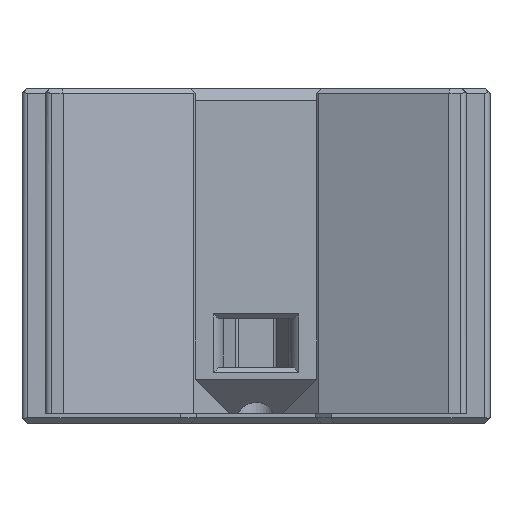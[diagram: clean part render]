
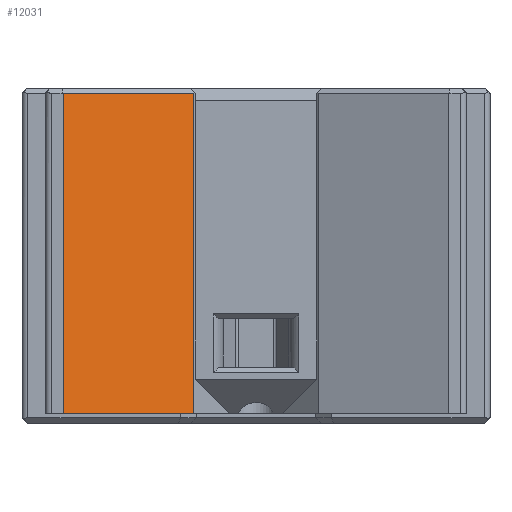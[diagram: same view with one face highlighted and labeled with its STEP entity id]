
A CAD part, left-side view. The second image highlights one B-rep face of the part: STEP entity #12031.
In plain terms, the highlighted planar face has unit normal (-0.927, -0.374, 0).
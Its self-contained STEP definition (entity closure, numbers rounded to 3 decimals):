
#7901 = PLANE('',#7902);
#7902 = AXIS2_PLACEMENT_3D('',#7903,#7904,#7905);
#7903 = CARTESIAN_POINT('',(9.818,46.952,
    70.254));
#7904 = DIRECTION('',(-0.656,-0.265,0.707));
#7905 = DIRECTION('',(0.733,0.,0.68));
#9440 = PLANE('',#9441);
#9441 = AXIS2_PLACEMENT_3D('',#9442,#9443,#9444);
#9442 = CARTESIAN_POINT('',(2.893,53.075,
    41.836));
#9443 = DIRECTION('',(0.707,0.707,0.));
#9444 = DIRECTION('',(0.707,-0.707,0.));
#9527 = VERTEX_POINT('',#9528);
#9528 = CARTESIAN_POINT('',(9.999,45.969,
    70.054));
#9552 = VERTEX_POINT('',#9553);
#9553 = CARTESIAN_POINT('',(5.5,57.111,
    70.054));
#9574 = EDGE_CURVE('',#9552,#9527,#9575,.T.);
#9575 = SURFACE_CURVE('',#9576,(#9580,#9587),.PCURVE_S1.);
#9576 = LINE('',#9577,#9578);
#9577 = CARTESIAN_POINT('',(9.632,46.877,
    70.054));
#9578 = VECTOR('',#9579,1.);
#9579 = DIRECTION('',(0.374,-0.927,0.));
#9580 = PCURVE('',#7901,#9581);
#9581 = DEFINITIONAL_REPRESENTATION('',(#9582),#9586);
#9582 = LINE('',#9583,#9584);
#9583 = CARTESIAN_POINT('',(-0.272,-0.078));
#9584 = VECTOR('',#9585,1.);
#9585 = DIRECTION('',(0.275,-0.962));
#9586 = ( GEOMETRIC_REPRESENTATION_CONTEXT(2) 
PARAMETRIC_REPRESENTATION_CONTEXT() REPRESENTATION_CONTEXT('2D SPACE',''
  ) );
#9587 = PCURVE('',#9588,#9593);
#9588 = PLANE('',#9589);
#9589 = AXIS2_PLACEMENT_3D('',#9590,#9591,#9592);
#9590 = CARTESIAN_POINT('',(6.5,54.634,
    15.54));
#9591 = DIRECTION('',(-0.927,-0.374,0.));
#9592 = DIRECTION('',(0.374,-0.927,0.));
#9593 = DEFINITIONAL_REPRESENTATION('',(#9594),#9598);
#9594 = LINE('',#9595,#9596);
#9595 = CARTESIAN_POINT('',(8.366,54.514));
#9596 = VECTOR('',#9597,1.);
#9597 = DIRECTION('',(1.,0.));
#9598 = ( GEOMETRIC_REPRESENTATION_CONTEXT(2) 
PARAMETRIC_REPRESENTATION_CONTEXT() REPRESENTATION_CONTEXT('2D SPACE',''
  ) );
#9674 = PLANE('',#9675);
#9675 = AXIS2_PLACEMENT_3D('',#9676,#9677,#9678);
#9676 = CARTESIAN_POINT('',(5.5,60.634,
    15.54));
#9677 = DIRECTION('',(-1.,0.,0.));
#9678 = DIRECTION('',(0.,-1.,0.));
#11747 = PLANE('',#11748);
#11748 = AXIS2_PLACEMENT_3D('',#11749,#11750,#11751);
#11749 = CARTESIAN_POINT('',(12.05,40.714,
    42.69));
#11750 = DIRECTION('',(0.,0.,1.));
#11751 = DIRECTION('',(0.,1.,0.));
#11859 = EDGE_CURVE('',#11860,#9527,#11862,.T.);
#11860 = VERTEX_POINT('',#11861);
#11861 = CARTESIAN_POINT('',(9.999,45.969,
    42.69));
#11862 = SURFACE_CURVE('',#11863,(#11867,#11874),.PCURVE_S1.);
#11863 = LINE('',#11864,#11865);
#11864 = CARTESIAN_POINT('',(9.999,45.969,
    28.688));
#11865 = VECTOR('',#11866,1.);
#11866 = DIRECTION('',(0.,0.,1.));
#11867 = PCURVE('',#9440,#11868);
#11868 = DEFINITIONAL_REPRESENTATION('',(#11869),#11873);
#11869 = LINE('',#11870,#11871);
#11870 = CARTESIAN_POINT('',(10.05,13.148));
#11871 = VECTOR('',#11872,1.);
#11872 = DIRECTION('',(0.,-1.));
#11873 = ( GEOMETRIC_REPRESENTATION_CONTEXT(2) 
PARAMETRIC_REPRESENTATION_CONTEXT() REPRESENTATION_CONTEXT('2D SPACE',''
  ) );
#11874 = PCURVE('',#9588,#11875);
#11875 = DEFINITIONAL_REPRESENTATION('',(#11876),#11880);
#11876 = LINE('',#11877,#11878);
#11877 = CARTESIAN_POINT('',(9.345,13.148));
#11878 = VECTOR('',#11879,1.);
#11879 = DIRECTION('',(0.,1.));
#11880 = ( GEOMETRIC_REPRESENTATION_CONTEXT(2) 
PARAMETRIC_REPRESENTATION_CONTEXT() REPRESENTATION_CONTEXT('2D SPACE',''
  ) );
#12031 = ADVANCED_FACE('',(#12032),#9588,.T.);
#12032 = FACE_BOUND('',#12033,.T.);
#12033 = EDGE_LOOP('',(#12034,#12035,#12036,#12059));
#12034 = ORIENTED_EDGE('',*,*,#11859,.T.);
#12035 = ORIENTED_EDGE('',*,*,#9574,.F.);
#12036 = ORIENTED_EDGE('',*,*,#12037,.F.);
#12037 = EDGE_CURVE('',#12038,#9552,#12040,.T.);
#12038 = VERTEX_POINT('',#12039);
#12039 = CARTESIAN_POINT('',(5.5,57.111,
    42.69));
#12040 = SURFACE_CURVE('',#12041,(#12045,#12052),.PCURVE_S1.);
#12041 = LINE('',#12042,#12043);
#12042 = CARTESIAN_POINT('',(5.5,57.111,
    15.54));
#12043 = VECTOR('',#12044,1.);
#12044 = DIRECTION('',(0.,0.,1.));
#12045 = PCURVE('',#9588,#12046);
#12046 = DEFINITIONAL_REPRESENTATION('',(#12047),#12051);
#12047 = LINE('',#12048,#12049);
#12048 = CARTESIAN_POINT('',(-2.671,0.));
#12049 = VECTOR('',#12050,1.);
#12050 = DIRECTION('',(0.,1.));
#12051 = ( GEOMETRIC_REPRESENTATION_CONTEXT(2) 
PARAMETRIC_REPRESENTATION_CONTEXT() REPRESENTATION_CONTEXT('2D SPACE',''
  ) );
#12052 = PCURVE('',#9674,#12053);
#12053 = DEFINITIONAL_REPRESENTATION('',(#12054),#12058);
#12054 = LINE('',#12055,#12056);
#12055 = CARTESIAN_POINT('',(3.524,0.));
#12056 = VECTOR('',#12057,1.);
#12057 = DIRECTION('',(0.,1.));
#12058 = ( GEOMETRIC_REPRESENTATION_CONTEXT(2) 
PARAMETRIC_REPRESENTATION_CONTEXT() REPRESENTATION_CONTEXT('2D SPACE',''
  ) );
#12059 = ORIENTED_EDGE('',*,*,#12060,.F.);
#12060 = EDGE_CURVE('',#11860,#12038,#12061,.T.);
#12061 = SURFACE_CURVE('',#12062,(#12066,#12073),.PCURVE_S1.);
#12062 = LINE('',#12063,#12064);
#12063 = CARTESIAN_POINT('',(9.334,47.616,
    42.69));
#12064 = VECTOR('',#12065,1.);
#12065 = DIRECTION('',(-0.374,0.927,0.));
#12066 = PCURVE('',#9588,#12067);
#12067 = DEFINITIONAL_REPRESENTATION('',(#12068),#12072);
#12068 = LINE('',#12069,#12070);
#12069 = CARTESIAN_POINT('',(7.569,27.15));
#12070 = VECTOR('',#12071,1.);
#12071 = DIRECTION('',(-1.,0.));
#12072 = ( GEOMETRIC_REPRESENTATION_CONTEXT(2) 
PARAMETRIC_REPRESENTATION_CONTEXT() REPRESENTATION_CONTEXT('2D SPACE',''
  ) );
#12073 = PCURVE('',#11747,#12074);
#12074 = DEFINITIONAL_REPRESENTATION('',(#12075),#12079);
#12075 = LINE('',#12076,#12077);
#12076 = CARTESIAN_POINT('',(6.902,2.716));
#12077 = VECTOR('',#12078,1.);
#12078 = DIRECTION('',(0.927,0.374));
#12079 = ( GEOMETRIC_REPRESENTATION_CONTEXT(2) 
PARAMETRIC_REPRESENTATION_CONTEXT() REPRESENTATION_CONTEXT('2D SPACE',''
  ) );
